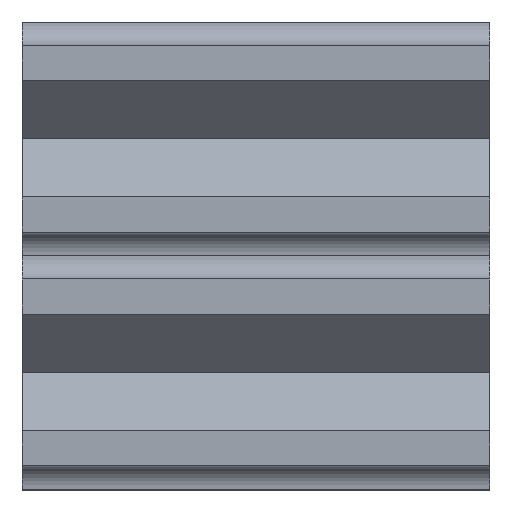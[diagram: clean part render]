
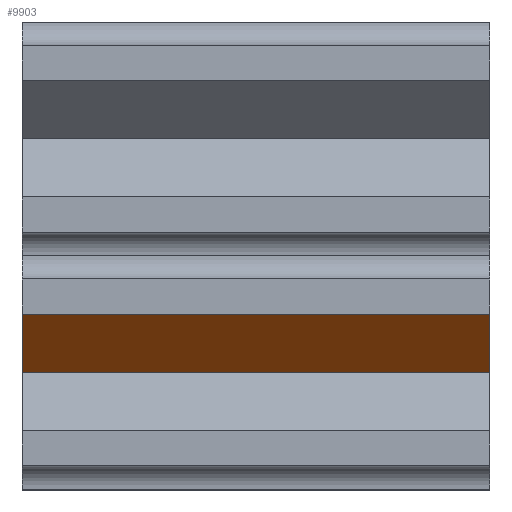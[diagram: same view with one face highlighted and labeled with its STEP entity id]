
A CAD part, top view. The second image highlights one B-rep face of the part: STEP entity #9903.
In plain terms, the highlighted planar face has unit normal (0, -0.707, 0.707).
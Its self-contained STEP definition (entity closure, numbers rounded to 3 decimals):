
#155 = PLANE('',#156);
#156 = AXIS2_PLACEMENT_3D('',#157,#158,#159);
#157 = CARTESIAN_POINT('',(5.,-5.,-5.));
#158 = DIRECTION('',(1.,0.,-0.));
#159 = DIRECTION('',(0.,0.,1.));
#207 = PLANE('',#208);
#208 = AXIS2_PLACEMENT_3D('',#209,#210,#211);
#209 = CARTESIAN_POINT('',(-5.,-5.,-5.));
#210 = DIRECTION('',(1.,0.,-0.));
#211 = DIRECTION('',(0.,0.,1.));
#3645 = VERTEX_POINT('',#3646);
#3646 = CARTESIAN_POINT('',(5.,-1.256,5.));
#3660 = PLANE('',#3661);
#3661 = AXIS2_PLACEMENT_3D('',#3662,#3663,#3664);
#3662 = CARTESIAN_POINT('',(-5.,-5.,5.));
#3663 = DIRECTION('',(0.,0.,1.));
#3664 = DIRECTION('',(1.,0.,-0.));
#3672 = EDGE_CURVE('',#3645,#3673,#3675,.T.);
#3673 = VERTEX_POINT('',#3674);
#3674 = CARTESIAN_POINT('',(5.,-2.5,3.756));
#3675 = SURFACE_CURVE('',#3676,(#3680,#3687),.PCURVE_S1.);
#3676 = LINE('',#3677,#3678);
#3677 = CARTESIAN_POINT('',(5.,-0.628,5.628));
#3678 = VECTOR('',#3679,1.);
#3679 = DIRECTION('',(0.,-0.707,-0.707));
#3680 = PCURVE('',#155,#3681);
#3681 = DEFINITIONAL_REPRESENTATION('',(#3682),#3686);
#3682 = LINE('',#3683,#3684);
#3683 = CARTESIAN_POINT('',(10.628,-4.372));
#3684 = VECTOR('',#3685,1.);
#3685 = DIRECTION('',(-0.707,0.707));
#3686 = ( GEOMETRIC_REPRESENTATION_CONTEXT(2) 
PARAMETRIC_REPRESENTATION_CONTEXT() REPRESENTATION_CONTEXT('2D SPACE',''
  ) );
#3687 = PCURVE('',#3688,#3693);
#3688 = PLANE('',#3689);
#3689 = AXIS2_PLACEMENT_3D('',#3690,#3691,#3692);
#3690 = CARTESIAN_POINT('',(0.,-3.128,3.128));
#3691 = DIRECTION('',(0.,0.707,-0.707));
#3692 = DIRECTION('',(0.,0.707,0.707));
#3693 = DEFINITIONAL_REPRESENTATION('',(#3694),#3698);
#3694 = LINE('',#3695,#3696);
#3695 = CARTESIAN_POINT('',(3.536,5.));
#3696 = VECTOR('',#3697,1.);
#3697 = DIRECTION('',(-1.,0.));
#3698 = ( GEOMETRIC_REPRESENTATION_CONTEXT(2) 
PARAMETRIC_REPRESENTATION_CONTEXT() REPRESENTATION_CONTEXT('2D SPACE',''
  ) );
#3716 = PLANE('',#3717);
#3717 = AXIS2_PLACEMENT_3D('',#3718,#3719,#3720);
#3718 = CARTESIAN_POINT('',(0.,0.628,0.628));
#3719 = DIRECTION('',(0.,0.707,0.707));
#3720 = DIRECTION('',(0.,0.707,-0.707));
#8229 = VERTEX_POINT('',#8230);
#8230 = CARTESIAN_POINT('',(-5.,-1.256,5.));
#8251 = EDGE_CURVE('',#8252,#8229,#8254,.T.);
#8252 = VERTEX_POINT('',#8253);
#8253 = CARTESIAN_POINT('',(-5.,-2.5,3.756));
#8254 = SURFACE_CURVE('',#8255,(#8259,#8266),.PCURVE_S1.);
#8255 = LINE('',#8256,#8257);
#8256 = CARTESIAN_POINT('',(-5.,-5.628,0.628));
#8257 = VECTOR('',#8258,1.);
#8258 = DIRECTION('',(0.,0.707,0.707));
#8259 = PCURVE('',#207,#8260);
#8260 = DEFINITIONAL_REPRESENTATION('',(#8261),#8265);
#8261 = LINE('',#8262,#8263);
#8262 = CARTESIAN_POINT('',(5.628,0.628));
#8263 = VECTOR('',#8264,1.);
#8264 = DIRECTION('',(0.707,-0.707));
#8265 = ( GEOMETRIC_REPRESENTATION_CONTEXT(2) 
PARAMETRIC_REPRESENTATION_CONTEXT() REPRESENTATION_CONTEXT('2D SPACE',''
  ) );
#8266 = PCURVE('',#3688,#8267);
#8267 = DEFINITIONAL_REPRESENTATION('',(#8268),#8272);
#8268 = LINE('',#8269,#8270);
#8269 = CARTESIAN_POINT('',(-3.536,-5.));
#8270 = VECTOR('',#8271,1.);
#8271 = DIRECTION('',(1.,0.));
#8272 = ( GEOMETRIC_REPRESENTATION_CONTEXT(2) 
PARAMETRIC_REPRESENTATION_CONTEXT() REPRESENTATION_CONTEXT('2D SPACE',''
  ) );
#9884 = EDGE_CURVE('',#3673,#8252,#9885,.T.);
#9885 = SURFACE_CURVE('',#9886,(#9890,#9896),.PCURVE_S1.);
#9886 = LINE('',#9887,#9888);
#9887 = CARTESIAN_POINT('',(0.,-2.5,3.756));
#9888 = VECTOR('',#9889,1.);
#9889 = DIRECTION('',(-1.,0.,0.));
#9890 = PCURVE('',#3716,#9891);
#9891 = DEFINITIONAL_REPRESENTATION('',(#9892),#9895);
#9892 = B_SPLINE_CURVE_WITH_KNOTS('',1,(#9893,#9894),.UNSPECIFIED.,.F.,
  .F.,(2,2),(-5.,5.),.PIECEWISE_BEZIER_KNOTS.);
#9893 = CARTESIAN_POINT('',(-4.423,-5.));
#9894 = CARTESIAN_POINT('',(-4.423,5.));
#9895 = ( GEOMETRIC_REPRESENTATION_CONTEXT(2) 
PARAMETRIC_REPRESENTATION_CONTEXT() REPRESENTATION_CONTEXT('2D SPACE',''
  ) );
#9896 = PCURVE('',#3688,#9897);
#9897 = DEFINITIONAL_REPRESENTATION('',(#9898),#9901);
#9898 = B_SPLINE_CURVE_WITH_KNOTS('',1,(#9899,#9900),.UNSPECIFIED.,.F.,
  .F.,(2,2),(-5.,5.),.PIECEWISE_BEZIER_KNOTS.);
#9899 = CARTESIAN_POINT('',(0.888,5.));
#9900 = CARTESIAN_POINT('',(0.888,-5.));
#9901 = ( GEOMETRIC_REPRESENTATION_CONTEXT(2) 
PARAMETRIC_REPRESENTATION_CONTEXT() REPRESENTATION_CONTEXT('2D SPACE',''
  ) );
#9903 = ADVANCED_FACE('',(#9904),#3688,.F.);
#9904 = FACE_BOUND('',#9905,.F.);
#9905 = EDGE_LOOP('',(#9906,#9925,#9926,#9927));
#9906 = ORIENTED_EDGE('',*,*,#9907,.T.);
#9907 = EDGE_CURVE('',#8229,#3645,#9908,.T.);
#9908 = SURFACE_CURVE('',#9909,(#9913,#9919),.PCURVE_S1.);
#9909 = LINE('',#9910,#9911);
#9910 = CARTESIAN_POINT('',(-2.5,-1.256,5.));
#9911 = VECTOR('',#9912,1.);
#9912 = DIRECTION('',(1.,-0.,0.));
#9913 = PCURVE('',#3688,#9914);
#9914 = DEFINITIONAL_REPRESENTATION('',(#9915),#9918);
#9915 = B_SPLINE_CURVE_WITH_KNOTS('',1,(#9916,#9917),.UNSPECIFIED.,.F.,
  .F.,(2,2),(-2.5,7.5),.PIECEWISE_BEZIER_KNOTS.);
#9916 = CARTESIAN_POINT('',(2.648,-5.));
#9917 = CARTESIAN_POINT('',(2.648,5.));
#9918 = ( GEOMETRIC_REPRESENTATION_CONTEXT(2) 
PARAMETRIC_REPRESENTATION_CONTEXT() REPRESENTATION_CONTEXT('2D SPACE',''
  ) );
#9919 = PCURVE('',#3660,#9920);
#9920 = DEFINITIONAL_REPRESENTATION('',(#9921),#9924);
#9921 = B_SPLINE_CURVE_WITH_KNOTS('',1,(#9922,#9923),.UNSPECIFIED.,.F.,
  .F.,(2,2),(-2.5,7.5),.PIECEWISE_BEZIER_KNOTS.);
#9922 = CARTESIAN_POINT('',(0.,3.744));
#9923 = CARTESIAN_POINT('',(10.,3.744));
#9924 = ( GEOMETRIC_REPRESENTATION_CONTEXT(2) 
PARAMETRIC_REPRESENTATION_CONTEXT() REPRESENTATION_CONTEXT('2D SPACE',''
  ) );
#9925 = ORIENTED_EDGE('',*,*,#3672,.T.);
#9926 = ORIENTED_EDGE('',*,*,#9884,.T.);
#9927 = ORIENTED_EDGE('',*,*,#8251,.T.);
